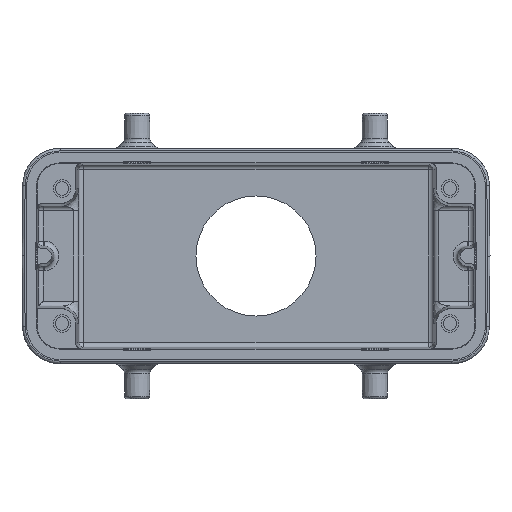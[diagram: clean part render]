
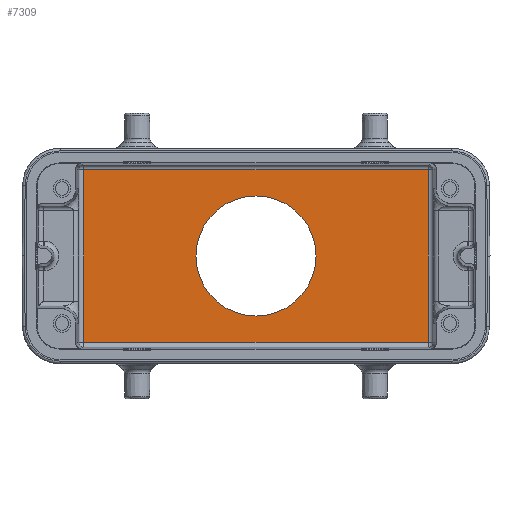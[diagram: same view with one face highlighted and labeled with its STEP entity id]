
A CAD part, front view. The second image highlights one B-rep face of the part: STEP entity #7309.
In plain terms, the highlighted planar face has unit normal (0, -1, 0).
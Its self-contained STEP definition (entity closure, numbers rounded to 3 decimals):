
#1=CARTESIAN_POINT('',(0.,43.,0.));
#2=DIRECTION('',(0.,-1.,0.));
#3=DIRECTION('',(-1.,0.,0.));
#4=AXIS2_PLACEMENT_3D('',#1,#2,#3);
#6=CARTESIAN_POINT('',(0.,43.,0.));
#7=DIRECTION('',(0.,-1.,0.));
#8=DIRECTION('',(1.,0.,0.));
#9=AXIS2_PLACEMENT_3D('',#6,#7,#8);
#15=DIRECTION('',(-1.,0.,0.));
#16=VECTOR('',#15,68.89);
#17=CARTESIAN_POINT('',(34.445,43.,17.222));
#18=LINE('',#17,#16);
#95=DIRECTION('',(0.,0.,-1.));
#96=VECTOR('',#95,34.445);
#97=CARTESIAN_POINT('',(-34.445,43.,17.222));
#98=LINE('',#97,#96);
#118=DIRECTION('',(1.,0.,0.));
#119=VECTOR('',#118,68.89);
#120=CARTESIAN_POINT('',(-34.445,43.,-17.222));
#121=LINE('',#120,#119);
#145=DIRECTION('',(0.,0.,1.));
#146=VECTOR('',#145,34.445);
#147=CARTESIAN_POINT('',(34.445,43.,-17.222));
#148=LINE('',#147,#146);
#5816=CARTESIAN_POINT('',(34.445,43.,17.222));
#5817=CARTESIAN_POINT('',(-34.445,43.,17.222));
#5818=VERTEX_POINT('',#5816);
#5819=VERTEX_POINT('',#5817);
#5820=CARTESIAN_POINT('',(34.445,43.,-17.222));
#5821=VERTEX_POINT('',#5820);
#5822=CARTESIAN_POINT('',(-34.445,43.,-17.222));
#5823=VERTEX_POINT('',#5822);
#5824=CARTESIAN_POINT('',(-12.,43.,0.));
#5825=CARTESIAN_POINT('',(12.,43.,0.));
#5826=VERTEX_POINT('',#5824);
#5827=VERTEX_POINT('',#5825);
#7288=CARTESIAN_POINT('',(45.5,43.,-21.5));
#7289=DIRECTION('',(0.,1.,0.));
#7290=DIRECTION('',(1.,0.,0.));
#7291=AXIS2_PLACEMENT_3D('',#7288,#7289,#7290);
#7292=PLANE('',#7291);
#7294=ORIENTED_EDGE('',*,*,#7293,.F.);
#7296=ORIENTED_EDGE('',*,*,#7295,.F.);
#7298=ORIENTED_EDGE('',*,*,#7297,.F.);
#7300=ORIENTED_EDGE('',*,*,#7299,.F.);
#7301=EDGE_LOOP('',(#7294,#7296,#7298,#7300));
#7302=FACE_OUTER_BOUND('',#7301,.F.);
#7304=ORIENTED_EDGE('',*,*,#7303,.T.);
#7306=ORIENTED_EDGE('',*,*,#7305,.T.);
#7307=EDGE_LOOP('',(#7304,#7306));
#7308=FACE_BOUND('',#7307,.F.);
#7309=ADVANCED_FACE('',(#7302,#7308),#7292,.F.);
#5=CIRCLE('',#4,12.);
#10=CIRCLE('',#9,12.);
#7293=EDGE_CURVE('',#5818,#5819,#18,.T.);
#7295=EDGE_CURVE('',#5821,#5818,#148,.T.);
#7297=EDGE_CURVE('',#5823,#5821,#121,.T.);
#7299=EDGE_CURVE('',#5819,#5823,#98,.T.);
#7303=EDGE_CURVE('',#5826,#5827,#5,.T.);
#7305=EDGE_CURVE('',#5827,#5826,#10,.T.);
